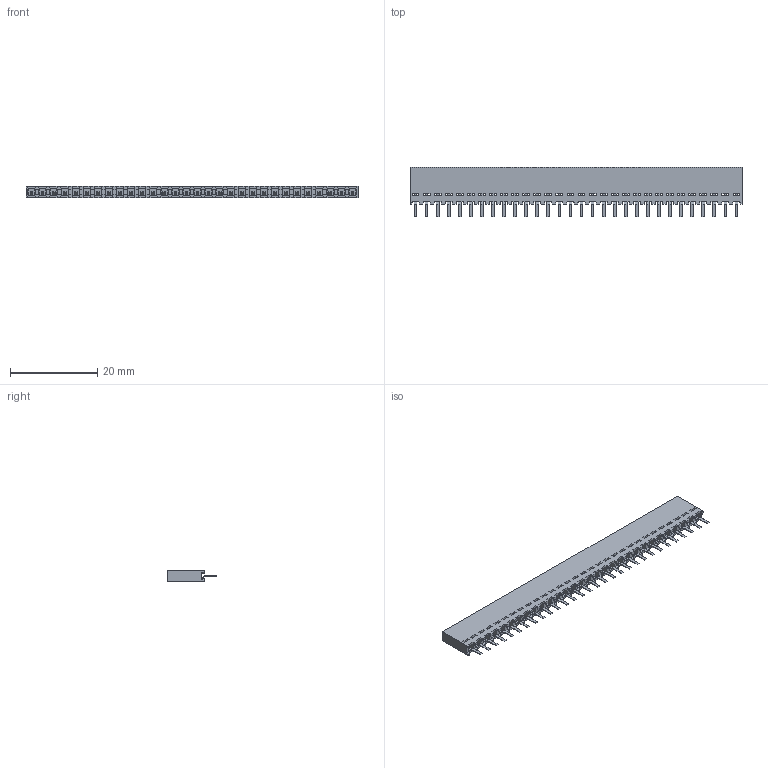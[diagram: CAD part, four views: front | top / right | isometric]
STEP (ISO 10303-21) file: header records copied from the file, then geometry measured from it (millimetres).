
FILE_DESCRIPTION((''),'2;1');
FILE_NAME('901471130','2014-04-10T',('me'),(''),'PRO/ENGINEER BY PARAMETRIC TECHNOLOGY CORPORATION, 2011490','PRO/ENGINEER BY PARAMETRIC TECHNOLOGY CORPORATION, 2011490','');
FILE_SCHEMA(('CONFIG_CONTROL_DESIGN'));
Length unit declared in the file: millimetre
Products named in the file (1): 901471130
Bounding box: 76.2 x 11.4 x 2.54 mm (x, y, z)
Volume: 1314.2 mm3; surface area: 2455.4 mm2
Topology: 1 solids, 1 shells, 1379 faces, 4176 edges, 2724 vertices
Faces by surface type: plane 1379
Entity records: 45887 total; most frequent: ORIENTED_EDGE 8232, CARTESIAN_POINT 8220, DIRECTION 6996, VECTOR 4116, LINE 4116, EDGE_CURVE 4116, VERTEX_POINT 2664, EDGE_LOOP 1484
